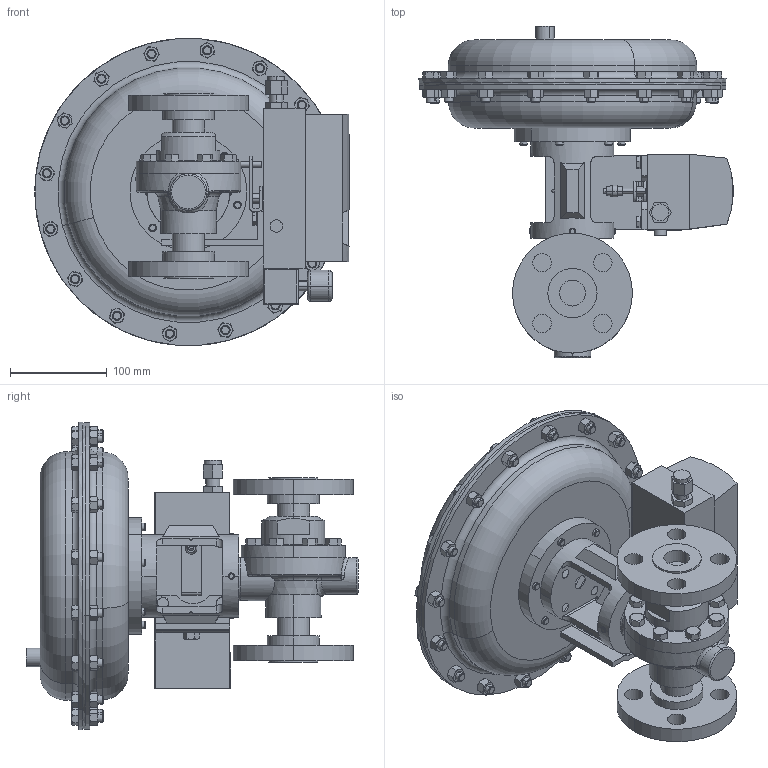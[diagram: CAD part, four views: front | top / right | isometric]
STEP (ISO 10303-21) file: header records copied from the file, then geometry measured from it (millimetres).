
FILE_DESCRIPTION (( 'STEP AP203' ), '1' );
FILE_NAME ('70SP-100-CS+S6-F3-55M-16IQ.STEP', '2017-09-11T16:42:15', ( '' ), ( '' ), 'SwSTEP 2.0', 'SolidWorks 2014', '' );
FILE_SCHEMA (( 'CONFIG_CONTROL_DESIGN' ));
Length unit declared in the file: inch
Products named in the file (1): 70SP-100-CS+S6-F3-55M-16IQ
Bounding box: 324.83 x 343.03 x 317.5 mm (x, y, z)
Volume: 7494193.7 mm3; surface area: 483648.6 mm2
Topology: 1 solids, 1 shells, 1106 faces, 2535 edges, 1533 vertices
Faces by surface type: plane 456, cone 407, cylinder 204, torus 27, bspline 8, sphere 4
Full cylindrical faces by diameter (mm): 6.528 x1, 9.525 x4, 14.732 x1
Entity records: 34906 total; most frequent: CARTESIAN_POINT 10907, ORIENTED_EDGE 5058, DIRECTION 4775, EDGE_CURVE 2529, AXIS2_PLACEMENT_3D 1935, VERTEX_POINT 1533, EDGE_LOOP 1234, ADVANCED_FACE 1106
